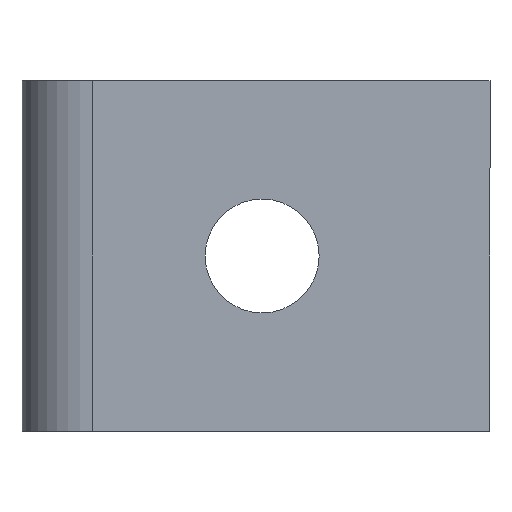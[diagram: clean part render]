
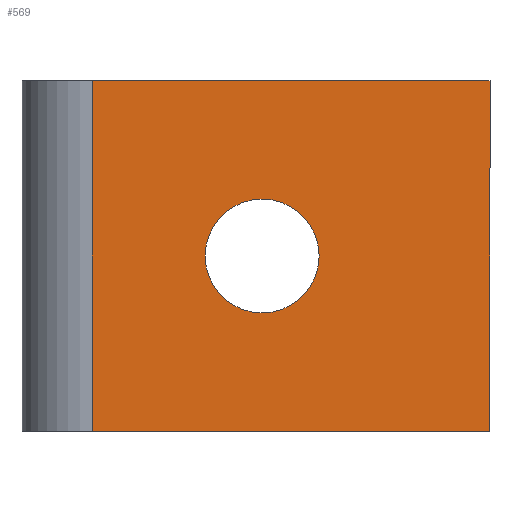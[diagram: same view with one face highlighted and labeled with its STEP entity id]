
A CAD part, front view. The second image highlights one B-rep face of the part: STEP entity #569.
In plain terms, the highlighted planar face has unit normal (0, -1, 0).
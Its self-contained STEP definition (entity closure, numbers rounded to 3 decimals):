
#4 = EDGE_CURVE ( 'NONE', #130, #79, #573, .T. ) ;
#19 = DIRECTION ( 'NONE',  ( 1., 0., 0. ) ) ;
#45 = CARTESIAN_POINT ( 'NONE',  ( 0., 0., -20. ) ) ;
#52 = DIRECTION ( 'NONE',  ( 1., 0., 0. ) ) ;
#61 = CARTESIAN_POINT ( 'NONE',  ( 8., 0., -20. ) ) ;
#71 = ORIENTED_EDGE ( 'NONE', *, *, #559, .T. ) ;
#79 = VERTEX_POINT ( 'NONE', #405 ) ;
#90 = EDGE_LOOP ( 'NONE', ( #365, #360, #542, #71 ) ) ;
#95 = VECTOR ( 'NONE', #52, 1000. ) ;
#103 = PLANE ( 'NONE',  #175 ) ;
#105 = LINE ( 'NONE', #250, #305 ) ;
#120 = ORIENTED_EDGE ( 'NONE', *, *, #226, .T. ) ;
#124 = DIRECTION ( 'NONE',  ( 0., 0., 1. ) ) ;
#130 = VERTEX_POINT ( 'NONE', #448 ) ;
#143 = DIRECTION ( 'NONE',  ( 0., 1., 0. ) ) ;
#151 = FACE_OUTER_BOUND ( 'NONE', #90, .T. ) ;
#155 = EDGE_CURVE ( 'NONE', #253, #187, #495, .T. ) ;
#175 = AXIS2_PLACEMENT_3D ( 'NONE', #195, #566, #291 ) ;
#180 = EDGE_CURVE ( 'NONE', #446, #435, #498, .T. ) ;
#187 = VERTEX_POINT ( 'NONE', #267 ) ;
#195 = CARTESIAN_POINT ( 'NONE',  ( 0., 0., -20. ) ) ;
#223 = DIRECTION ( 'NONE',  ( 0., 0., 1. ) ) ;
#226 = EDGE_CURVE ( 'NONE', #435, #446, #544, .T. ) ;
#231 = AXIS2_PLACEMENT_3D ( 'NONE', #455, #497, #223 ) ;
#250 = CARTESIAN_POINT ( 'NONE',  ( 0., 0., 20. ) ) ;
#253 = VERTEX_POINT ( 'NONE', #373 ) ;
#267 = CARTESIAN_POINT ( 'NONE',  ( 53.4, 0., 20. ) ) ;
#272 = CARTESIAN_POINT ( 'NONE',  ( 27.4, 0., 0. ) ) ;
#291 = DIRECTION ( 'NONE',  ( 0., 0., -1. ) ) ;
#304 = AXIS2_PLACEMENT_3D ( 'NONE', #272, #143, #416 ) ;
#305 = VECTOR ( 'NONE', #19, 1000. ) ;
#360 = ORIENTED_EDGE ( 'NONE', *, *, #386, .F. ) ;
#365 = ORIENTED_EDGE ( 'NONE', *, *, #155, .T. ) ;
#373 = CARTESIAN_POINT ( 'NONE',  ( 53.4, 0., -20. ) ) ;
#386 = EDGE_CURVE ( 'NONE', #79, #187, #105, .T. ) ;
#389 = DIRECTION ( 'NONE',  ( 0., 0., 1. ) ) ;
#396 = VECTOR ( 'NONE', #124, 1000. ) ;
#405 = CARTESIAN_POINT ( 'NONE',  ( 8., 0., 20. ) ) ;
#411 = CARTESIAN_POINT ( 'NONE',  ( 53.4, 0., -20. ) ) ;
#416 = DIRECTION ( 'NONE',  ( 0., 0., 1. ) ) ;
#429 = FACE_BOUND ( 'NONE', #496, .T. ) ;
#435 = VERTEX_POINT ( 'NONE', #571 ) ;
#443 = VECTOR ( 'NONE', #389, 1000. ) ;
#446 = VERTEX_POINT ( 'NONE', #554 ) ;
#448 = CARTESIAN_POINT ( 'NONE',  ( 8., 0., -20. ) ) ;
#455 = CARTESIAN_POINT ( 'NONE',  ( 27.4, 0., 0. ) ) ;
#495 = LINE ( 'NONE', #411, #396 ) ;
#496 = EDGE_LOOP ( 'NONE', ( #120, #585 ) ) ;
#497 = DIRECTION ( 'NONE',  ( 0., 1., 0. ) ) ;
#498 = CIRCLE ( 'NONE', #231, 6.5 ) ;
#519 = LINE ( 'NONE', #45, #95 ) ;
#542 = ORIENTED_EDGE ( 'NONE', *, *, #4, .F. ) ;
#544 = CIRCLE ( 'NONE', #304, 6.5 ) ;
#554 = CARTESIAN_POINT ( 'NONE',  ( 27.4, 0., -6.5 ) ) ;
#559 = EDGE_CURVE ( 'NONE', #130, #253, #519, .T. ) ;
#566 = DIRECTION ( 'NONE',  ( 0., -1., 0. ) ) ;
#569 = ADVANCED_FACE ( 'NONE', ( #429, #151 ), #103, .T. ) ;
#571 = CARTESIAN_POINT ( 'NONE',  ( 27.4, 0., 6.5 ) ) ;
#573 = LINE ( 'NONE', #61, #443 ) ;
#585 = ORIENTED_EDGE ( 'NONE', *, *, #180, .T. ) ;
